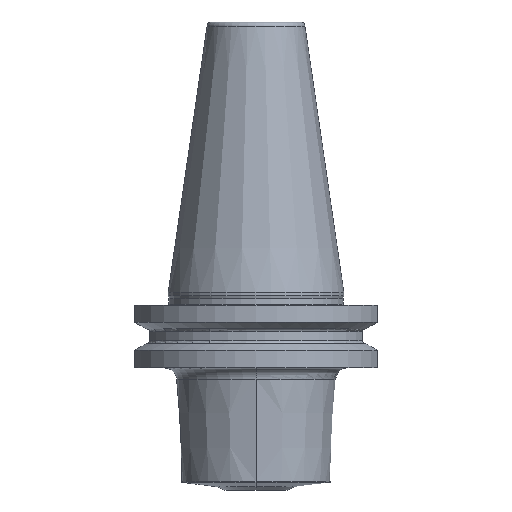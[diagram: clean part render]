
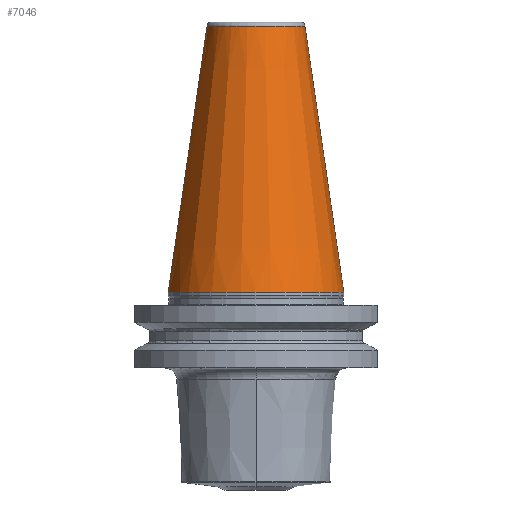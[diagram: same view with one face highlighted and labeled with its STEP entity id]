
A CAD part, front view. The second image highlights one B-rep face of the part: STEP entity #7046.
In plain terms, the highlighted conical face has half-angle 8.3 degrees and reference radius 17.311 mm.
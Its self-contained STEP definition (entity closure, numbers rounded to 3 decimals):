
#3089=CARTESIAN_POINT('',(0.,0.,0.));
#3090=DIRECTION('',(0.,0.,1.));
#3091=DIRECTION('',(-1.,0.,0.));
#3092=AXIS2_PLACEMENT_3D('',#3089,#3090,#3091);
#3105=CARTESIAN_POINT('',(0.,0.,67.373));
#3106=DIRECTION('',(0.,0.,1.));
#3107=DIRECTION('',(-1.,0.,0.));
#3108=AXIS2_PLACEMENT_3D('',#3105,#3106,#3107);
#3297=DIRECTION('',(0.144,0.,0.99));
#3298=VECTOR('',#3297,68.086);
#3299=CARTESIAN_POINT('',(-22.225,0.,0.));
#3300=LINE('',#3299,#3298);
#3312=DIRECTION('',(-0.144,0.,0.99));
#3313=VECTOR('',#3312,68.086);
#3314=CARTESIAN_POINT('',(22.225,0.,0.));
#3315=LINE('',#3314,#3313);
#4880=CARTESIAN_POINT('',(22.225,0.,0.));
#4881=VERTEX_POINT('',#4880);
#4882=CARTESIAN_POINT('',(-22.225,0.,0.));
#4883=VERTEX_POINT('',#4882);
#5040=CARTESIAN_POINT('',(-12.396,0.,67.373));
#5041=CARTESIAN_POINT('',(12.396,0.,67.373));
#5042=VERTEX_POINT('',#5040);
#5043=VERTEX_POINT('',#5041);
#7032=CARTESIAN_POINT('',(0.,0.,33.687));
#7033=DIRECTION('',(0.,0.,-1.));
#7034=DIRECTION('',(-1.,0.,0.));
#7035=AXIS2_PLACEMENT_3D('',#7032,#7033,#7034);
#7036=CONICAL_SURFACE('',#7035,17.311,8.3);
#7038=ORIENTED_EDGE('',*,*,#7037,.T.);
#7040=ORIENTED_EDGE('',*,*,#7039,.F.);
#7041=ORIENTED_EDGE('',*,*,#7027,.F.);
#7043=ORIENTED_EDGE('',*,*,#7042,.T.);
#7044=EDGE_LOOP('',(#7038,#7040,#7041,#7043));
#7045=FACE_OUTER_BOUND('',#7044,.F.);
#3093=CIRCLE('',#3092,22.225);
#3109=CIRCLE('',#3108,12.396);
#7027=EDGE_CURVE('',#4883,#4881,#3093,.T.);
#7037=EDGE_CURVE('',#5042,#5043,#3109,.T.);
#7039=EDGE_CURVE('',#4881,#5043,#3315,.T.);
#7042=EDGE_CURVE('',#4883,#5042,#3300,.T.);
#7046=ADVANCED_FACE('',(#7045),#7036,.T.);
